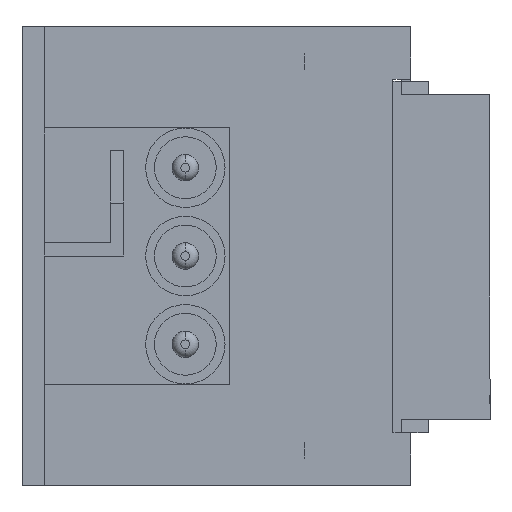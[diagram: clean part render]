
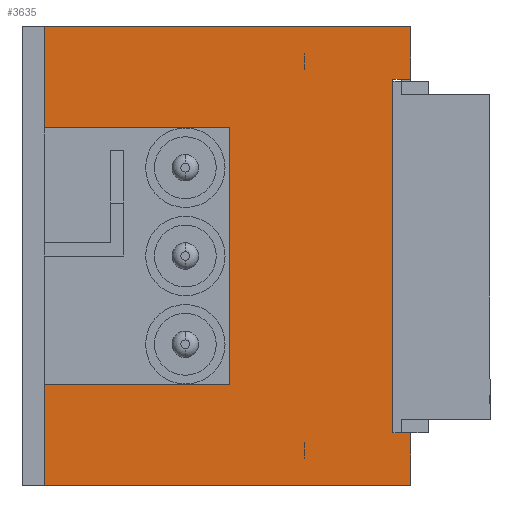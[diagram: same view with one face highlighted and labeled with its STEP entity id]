
A CAD part, left-side view. The second image highlights one B-rep face of the part: STEP entity #3635.
In plain terms, the highlighted planar face has unit normal (-1, 0, 0).
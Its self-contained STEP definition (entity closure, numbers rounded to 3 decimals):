
#10 = ORIENTED_EDGE ( 'NONE', *, *, #5602, .F. ) ;
#30 = DIRECTION ( 'NONE',  ( 1., 0., 0. ) ) ;
#106 = EDGE_CURVE ( 'NONE', #6471, #5151, #1998, .T. ) ;
#180 = CARTESIAN_POINT ( 'NONE',  ( -109., 19.5, 0. ) ) ;
#187 = CARTESIAN_POINT ( 'NONE',  ( -109., -1.5, 0. ) ) ;
#197 = LINE ( 'NONE', #3974, #706 ) ;
#254 = DIRECTION ( 'NONE',  ( 0., 0., -1. ) ) ;
#320 = DIRECTION ( 'NONE',  ( 0., -1., 0. ) ) ;
#576 = DIRECTION ( 'NONE',  ( 0., 0., -1. ) ) ;
#706 = VECTOR ( 'NONE', #2863, 1000. ) ;
#744 = EDGE_CURVE ( 'NONE', #6882, #1840, #1732, .T. ) ;
#803 = CARTESIAN_POINT ( 'NONE',  ( -109., 19.5, 0. ) ) ;
#816 = EDGE_CURVE ( 'NONE', #3103, #6451, #197, .T. ) ;
#842 = DIRECTION ( 'NONE',  ( 0., 1., 0. ) ) ;
#862 = CARTESIAN_POINT ( 'NONE',  ( -109., 0., -26. ) ) ;
#882 = EDGE_LOOP ( 'NONE', ( #4186, #5867, #6939, #4107, #1288, #10, #3588, #3528, #4484, #1666, #4170, #4912 ) ) ;
#915 = LINE ( 'NONE', #5398, #6484 ) ;
#935 = VECTOR ( 'NONE', #842, 1000. ) ;
#1153 = VERTEX_POINT ( 'NONE', #1517 ) ;
#1288 = ORIENTED_EDGE ( 'NONE', *, *, #4381, .F. ) ;
#1426 = VECTOR ( 'NONE', #3841, 1000. ) ;
#1517 = CARTESIAN_POINT ( 'NONE',  ( -109., 19.5, 26. ) ) ;
#1612 = CARTESIAN_POINT ( 'NONE',  ( -109., -1.5, -14.5 ) ) ;
#1666 = ORIENTED_EDGE ( 'NONE', *, *, #2460, .F. ) ;
#1690 = CARTESIAN_POINT ( 'NONE',  ( -109., -1.25, 26. ) ) ;
#1732 = LINE ( 'NONE', #6528, #3335 ) ;
#1840 = VERTEX_POINT ( 'NONE', #4239 ) ;
#1861 = VECTOR ( 'NONE', #254, 1000. ) ;
#1871 = VECTOR ( 'NONE', #4452, 1000. ) ;
#1952 = VECTOR ( 'NONE', #3077, 1000. ) ;
#1974 = CARTESIAN_POINT ( 'NONE',  ( -109., -20., 0. ) ) ;
#1998 = LINE ( 'NONE', #187, #6036 ) ;
#2102 = CARTESIAN_POINT ( 'NONE',  ( -109., -22., 26. ) ) ;
#2176 = CARTESIAN_POINT ( 'NONE',  ( -109., -22., -20. ) ) ;
#2279 = LINE ( 'NONE', #1974, #1952 ) ;
#2460 = EDGE_CURVE ( 'NONE', #6451, #3770, #3797, .T. ) ;
#2556 = CARTESIAN_POINT ( 'NONE',  ( -109., -1.25, -20. ) ) ;
#2618 = VECTOR ( 'NONE', #5171, 1000. ) ;
#2790 = LINE ( 'NONE', #3622, #4204 ) ;
#2863 = DIRECTION ( 'NONE',  ( 0., 0., -1. ) ) ;
#2869 = LINE ( 'NONE', #2556, #2618 ) ;
#3029 = EDGE_CURVE ( 'NONE', #5873, #5114, #2279, .T. ) ;
#3077 = DIRECTION ( 'NONE',  ( 0., 0., -1. ) ) ;
#3103 = VERTEX_POINT ( 'NONE', #2176 ) ;
#3152 = CARTESIAN_POINT ( 'NONE',  ( -109., 19.5, 14.5 ) ) ;
#3197 = CARTESIAN_POINT ( 'NONE',  ( -109., -22., -26. ) ) ;
#3288 = VECTOR ( 'NONE', #4397, 1000. ) ;
#3335 = VECTOR ( 'NONE', #5488, 1000. ) ;
#3337 = EDGE_CURVE ( 'NONE', #4440, #6471, #2790, .T. ) ;
#3487 = VERTEX_POINT ( 'NONE', #3152 ) ;
#3528 = ORIENTED_EDGE ( 'NONE', *, *, #3337, .F. ) ;
#3588 = ORIENTED_EDGE ( 'NONE', *, *, #106, .F. ) ;
#3606 = EDGE_CURVE ( 'NONE', #1840, #5873, #915, .T. ) ;
#3622 = CARTESIAN_POINT ( 'NONE',  ( -109., -1.25, -14.5 ) ) ;
#3635 = ADVANCED_FACE ( 'NONE', ( #5736 ), #6496, .F. ) ;
#3770 = VERTEX_POINT ( 'NONE', #6136 ) ;
#3797 = LINE ( 'NONE', #862, #935 ) ;
#3841 = DIRECTION ( 'NONE',  ( 0., -1., 0. ) ) ;
#3858 = CARTESIAN_POINT ( 'NONE',  ( -109., -1.25, 14.5 ) ) ;
#3889 = DIRECTION ( 'NONE',  ( 0., 0., 1. ) ) ;
#3937 = LINE ( 'NONE', #3858, #3288 ) ;
#3974 = CARTESIAN_POINT ( 'NONE',  ( -109., -22., 0. ) ) ;
#4107 = ORIENTED_EDGE ( 'NONE', *, *, #5967, .F. ) ;
#4170 = ORIENTED_EDGE ( 'NONE', *, *, #816, .F. ) ;
#4186 = ORIENTED_EDGE ( 'NONE', *, *, #3029, .F. ) ;
#4204 = VECTOR ( 'NONE', #320, 1000. ) ;
#4239 = CARTESIAN_POINT ( 'NONE',  ( -109., -22., 20. ) ) ;
#4381 = EDGE_CURVE ( 'NONE', #3487, #1153, #4715, .T. ) ;
#4397 = DIRECTION ( 'NONE',  ( 0., 1., 0. ) ) ;
#4440 = VERTEX_POINT ( 'NONE', #5562 ) ;
#4452 = DIRECTION ( 'NONE',  ( 0., 0., 1. ) ) ;
#4484 = ORIENTED_EDGE ( 'NONE', *, *, #5224, .T. ) ;
#4715 = LINE ( 'NONE', #180, #1871 ) ;
#4892 = CARTESIAN_POINT ( 'NONE',  ( -109., -20., 20. ) ) ;
#4912 = ORIENTED_EDGE ( 'NONE', *, *, #5353, .F. ) ;
#4967 = CARTESIAN_POINT ( 'NONE',  ( -109., -20., -20. ) ) ;
#5043 = LINE ( 'NONE', #803, #1861 ) ;
#5114 = VERTEX_POINT ( 'NONE', #4967 ) ;
#5151 = VERTEX_POINT ( 'NONE', #6103 ) ;
#5171 = DIRECTION ( 'NONE',  ( 0., -1., 0. ) ) ;
#5224 = EDGE_CURVE ( 'NONE', #4440, #3770, #5043, .T. ) ;
#5353 = EDGE_CURVE ( 'NONE', #5114, #3103, #2869, .T. ) ;
#5398 = CARTESIAN_POINT ( 'NONE',  ( -109., -1.25, 20. ) ) ;
#5488 = DIRECTION ( 'NONE',  ( 0., 0., -1. ) ) ;
#5562 = CARTESIAN_POINT ( 'NONE',  ( -109., 19.5, -14.5 ) ) ;
#5602 = EDGE_CURVE ( 'NONE', #5151, #3487, #3937, .T. ) ;
#5731 = LINE ( 'NONE', #1690, #1426 ) ;
#5736 = FACE_OUTER_BOUND ( 'NONE', #882, .T. ) ;
#5867 = ORIENTED_EDGE ( 'NONE', *, *, #3606, .F. ) ;
#5873 = VERTEX_POINT ( 'NONE', #4892 ) ;
#5967 = EDGE_CURVE ( 'NONE', #1153, #6882, #5731, .T. ) ;
#6036 = VECTOR ( 'NONE', #3889, 1000. ) ;
#6103 = CARTESIAN_POINT ( 'NONE',  ( -109., -1.5, 14.5 ) ) ;
#6136 = CARTESIAN_POINT ( 'NONE',  ( -109., 19.5, -26. ) ) ;
#6357 = AXIS2_PLACEMENT_3D ( 'NONE', #6564, #30, #576 ) ;
#6451 = VERTEX_POINT ( 'NONE', #3197 ) ;
#6471 = VERTEX_POINT ( 'NONE', #1612 ) ;
#6475 = DIRECTION ( 'NONE',  ( 0., 1., 0. ) ) ;
#6484 = VECTOR ( 'NONE', #6475, 1000. ) ;
#6496 = PLANE ( 'NONE',  #6357 ) ;
#6528 = CARTESIAN_POINT ( 'NONE',  ( -109., -22., 0. ) ) ;
#6564 = CARTESIAN_POINT ( 'NONE',  ( -109., -1.25, 0. ) ) ;
#6882 = VERTEX_POINT ( 'NONE', #2102 ) ;
#6939 = ORIENTED_EDGE ( 'NONE', *, *, #744, .F. ) ;
